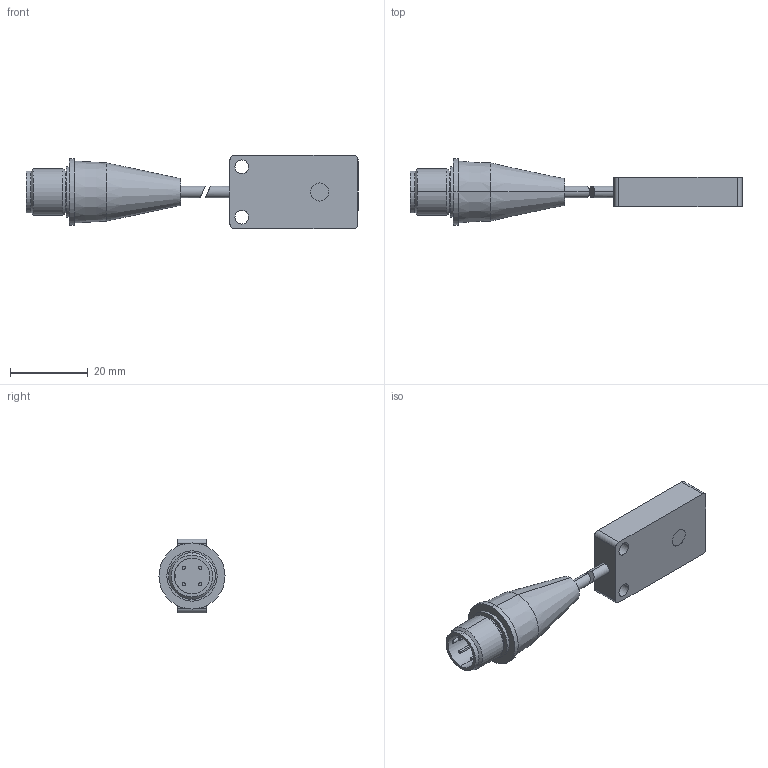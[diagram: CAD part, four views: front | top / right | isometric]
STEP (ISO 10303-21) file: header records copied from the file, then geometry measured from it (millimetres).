
FILE_DESCRIPTION(('starvars output'),'2;1');
FILE_NAME('cv20200406052908000012580.stp','05:29:08 2020/04/06',( 'Thomas Industrial Network Germany GmbH'),( 'Thomas Industrial Network Germany GmbH'),'unknown preprocess','ACIS' ,'unknown authorization');
FILE_SCHEMA(('AUTOMOTIVE_DESIGN_CC2 {UNKNOWN IMPLEMENTATION LEVEL}'));
Length unit declared in the file: millimetre
Products named in the file (1): PRODUCT_ID_1
Bounding box: 85.6 x 17.02 x 19.05 mm (x, y, z)
Volume: 9146.3 mm3; surface area: 4445.9 mm2
Topology: 2 solids, 2 shells, 67 faces, 146 edges, 94 vertices
Faces by surface type: cylinder 35, plane 24, cone 8
Entity records: 2201 total; most frequent: ORIENTED_EDGE 292, CARTESIAN_POINT 252, DIRECTION 249, EDGE_CURVE 146, VERTEX_POINT 94, AXIS2_PLACEMENT_3D 91, EDGE_LOOP 82, FACE_BOUND 82
